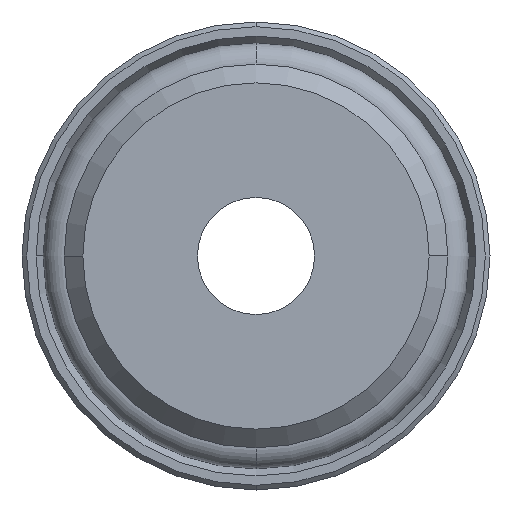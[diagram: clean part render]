
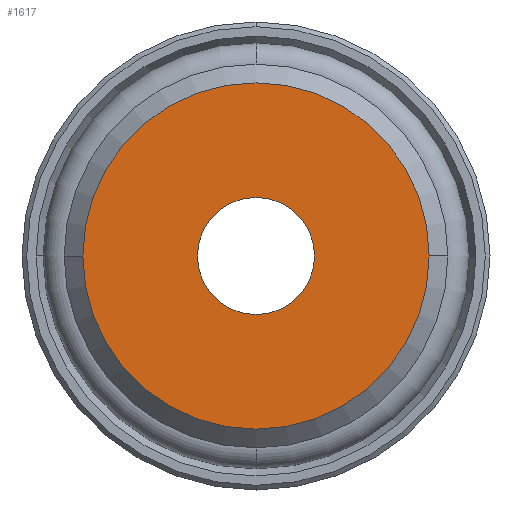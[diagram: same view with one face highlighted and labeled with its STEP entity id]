
A CAD part, front view. The second image highlights one B-rep face of the part: STEP entity #1617.
In plain terms, the highlighted planar face has unit normal (0, -1, 0).
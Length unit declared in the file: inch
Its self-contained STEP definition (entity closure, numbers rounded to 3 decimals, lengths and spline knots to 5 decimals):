
#97 = FACE_OUTER_BOUND ( 'NONE', #1559, .T. ) ;
#109 = ORIENTED_EDGE ( 'NONE', *, *, #1954, .T. ) ;
#134 = PLANE ( 'NONE',  #1428 ) ;
#154 = CARTESIAN_POINT ( 'NONE',  ( -0.19488, 0., 0. ) ) ;
#232 = AXIS2_PLACEMENT_3D ( 'NONE', #544, #554, #1618 ) ;
#258 = CARTESIAN_POINT ( 'NONE',  ( 0., 0., 0. ) ) ;
#303 = VERTEX_POINT ( 'NONE', #1743 ) ;
#357 = ORIENTED_EDGE ( 'NONE', *, *, #886, .T. ) ;
#404 = ORIENTED_EDGE ( 'NONE', *, *, #816, .T. ) ;
#433 = ORIENTED_EDGE ( 'NONE', *, *, #1398, .T. ) ;
#544 = CARTESIAN_POINT ( 'NONE',  ( 0., 0., 0. ) ) ;
#554 = DIRECTION ( 'NONE',  ( 0., -1., 0. ) ) ;
#556 = DIRECTION ( 'NONE',  ( 0., 1., 0. ) ) ;
#620 = AXIS2_PLACEMENT_3D ( 'NONE', #662, #950, #801 ) ;
#632 = CARTESIAN_POINT ( 'NONE',  ( 0., 0., 0.09843 ) ) ;
#662 = CARTESIAN_POINT ( 'NONE',  ( 0., 0., 0. ) ) ;
#801 = DIRECTION ( 'NONE',  ( 0., 0., 1. ) ) ;
#816 = EDGE_CURVE ( 'NONE', #1192, #303, #1107, .T. ) ;
#862 = DIRECTION ( 'NONE',  ( 0., 0., 1. ) ) ;
#886 = EDGE_CURVE ( 'NONE', #912, #970, #1334, .T. ) ;
#912 = VERTEX_POINT ( 'NONE', #1314 ) ;
#950 = DIRECTION ( 'NONE',  ( 0., 1., 0. ) ) ;
#970 = VERTEX_POINT ( 'NONE', #1640 ) ;
#988 = DIRECTION ( 'NONE',  ( -1., 0., 0. ) ) ;
#1064 = CIRCLE ( 'NONE', #1077, 0.29134 ) ;
#1077 = AXIS2_PLACEMENT_3D ( 'NONE', #258, #1633, #988 ) ;
#1107 = CIRCLE ( 'NONE', #620, 0.09843 ) ;
#1128 = CIRCLE ( 'NONE', #1699, 0.09843 ) ;
#1170 = EDGE_LOOP ( 'NONE', ( #404, #109 ) ) ;
#1192 = VERTEX_POINT ( 'NONE', #632 ) ;
#1314 = CARTESIAN_POINT ( 'NONE',  ( -0.29134, 0., 0. ) ) ;
#1334 = CIRCLE ( 'NONE', #232, 0.29134 ) ;
#1398 = EDGE_CURVE ( 'NONE', #970, #912, #1064, .T. ) ;
#1428 = AXIS2_PLACEMENT_3D ( 'NONE', #154, #1490, #1958 ) ;
#1449 = FACE_BOUND ( 'NONE', #1170, .T. ) ;
#1471 = CARTESIAN_POINT ( 'NONE',  ( 0., 0., 0. ) ) ;
#1490 = DIRECTION ( 'NONE',  ( 0., -1., 0. ) ) ;
#1559 = EDGE_LOOP ( 'NONE', ( #357, #433 ) ) ;
#1617 = ADVANCED_FACE ( 'NONE', ( #97, #1449 ), #134, .T. ) ;
#1618 = DIRECTION ( 'NONE',  ( -1., 0., 0. ) ) ;
#1633 = DIRECTION ( 'NONE',  ( 0., -1., 0. ) ) ;
#1640 = CARTESIAN_POINT ( 'NONE',  ( 0.29134, 0., 0. ) ) ;
#1699 = AXIS2_PLACEMENT_3D ( 'NONE', #1471, #556, #862 ) ;
#1743 = CARTESIAN_POINT ( 'NONE',  ( 0., 0., -0.09843 ) ) ;
#1954 = EDGE_CURVE ( 'NONE', #303, #1192, #1128, .T. ) ;
#1958 = DIRECTION ( 'NONE',  ( 0., 0., -1. ) ) ;
